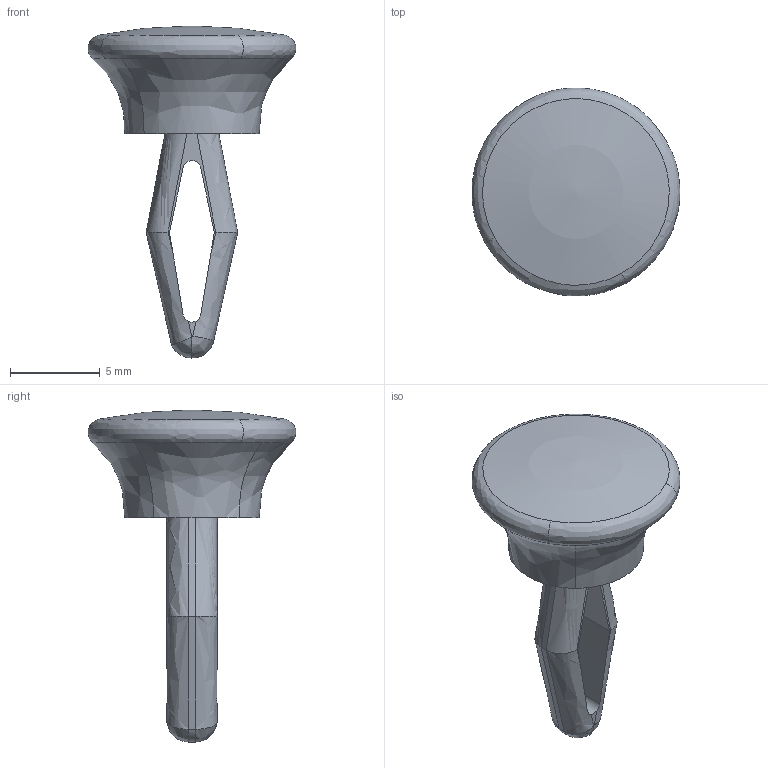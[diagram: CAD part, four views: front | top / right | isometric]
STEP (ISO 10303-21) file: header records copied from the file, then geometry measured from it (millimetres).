
FILE_DESCRIPTION((''),'2;1');
FILE_NAME('','2005-07-15T14:47:23',(''),(''),'','CADfix','');
FILE_SCHEMA(('AUTOMOTIVE_DESIGN'));
Length unit declared in the file: millimetre
Products named in the file (1): fastener
Bounding box: 11.58 x 11.59 x 18.5 mm (x, y, z)
Volume: 467.2 mm3; surface area: 475 mm2
Topology: 1 solids, 1 shells, 33 faces, 94 edges, 62 vertices
Faces by surface type: bspline 33
Entity records: 1251 total; most frequent: CARTESIAN_POINT 723, ORIENTED_EDGE 188, EDGE_CURVE 94, VERTEX_POINT 62, QUASI_UNIFORM_CURVE 42, EDGE_LOOP 34, FACE_OUTER_BOUND 33, ADVANCED_FACE 33
